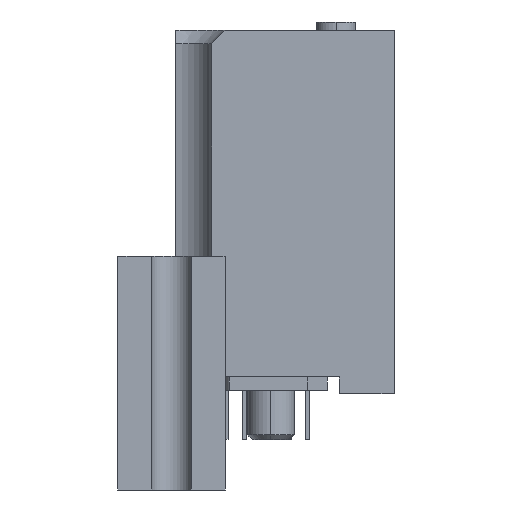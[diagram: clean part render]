
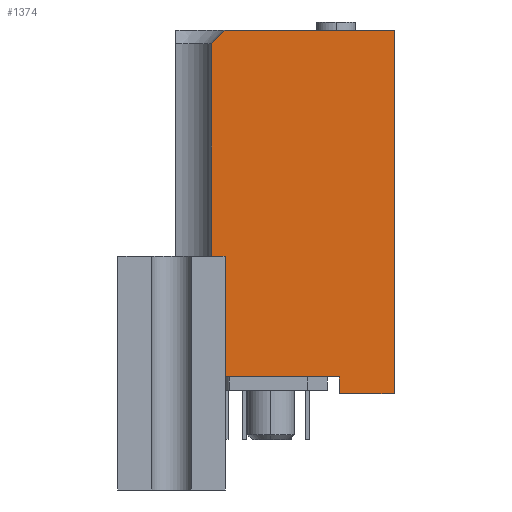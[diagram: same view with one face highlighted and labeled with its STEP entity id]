
A CAD part, left-side view. The second image highlights one B-rep face of the part: STEP entity #1374.
In plain terms, the highlighted planar face has unit normal (-1, 0, 0).
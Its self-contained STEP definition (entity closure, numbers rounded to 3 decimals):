
#1120=CARTESIAN_POINT('',(-37.4,1.155,1.));
#1121=VERTEX_POINT('',#1120);
#1129=CARTESIAN_POINT('',(-37.4,1.155,8.25));
#1130=VERTEX_POINT('',#1129);
#1131=CARTESIAN_POINT('',(-37.4,1.155,8.25));
#1132=DIRECTION('',(0.0,0.0,-1.0));
#1133=VECTOR('',#1132,7.25);
#1134=LINE('',#1131,#1133);
#1135=EDGE_CURVE('',#1130,#1121,#1134,.T.);
#1160=CARTESIAN_POINT('',(-37.4,1.957,8.25));
#1161=VERTEX_POINT('',#1160);
#1178=CARTESIAN_POINT('',(-37.4,1.957,8.25));
#1179=DIRECTION('',(0.0,-1.0,0.0));
#1180=VECTOR('',#1179,0.802);
#1181=LINE('',#1178,#1180);
#1182=EDGE_CURVE('',#1161,#1130,#1181,.T.);
#1307=CARTESIAN_POINT('',(-37.4,-9.63,-7.183));
#1308=DIRECTION('',(1.0,0.0,0.0));
#1309=DIRECTION('',(0.0,1.0,0.0));
#1310=AXIS2_PLACEMENT_3D('',#1307,#1308,#1309);
#1311=PLANE('',#1310);
#1312=ORIENTED_EDGE('',*,*,#1135,.T.);
#1313=CARTESIAN_POINT('',(-37.4,-5.72,1.));
#1314=VERTEX_POINT('',#1313);
#1315=CARTESIAN_POINT('',(-37.4,1.155,1.));
#1316=DIRECTION('',(0.0,-1.0,0.0));
#1317=VECTOR('',#1316,6.875);
#1318=LINE('',#1315,#1317);
#1319=EDGE_CURVE('',#1121,#1314,#1318,.T.);
#1320=ORIENTED_EDGE('',*,*,#1319,.T.);
#1321=CARTESIAN_POINT('',(-37.4,-5.72,0.));
#1322=VERTEX_POINT('',#1321);
#1323=CARTESIAN_POINT('',(-37.4,-5.72,0.));
#1324=DIRECTION('',(0.0,0.0,1.0));
#1325=VECTOR('',#1324,1.0);
#1326=LINE('',#1323,#1325);
#1327=EDGE_CURVE('',#1322,#1314,#1326,.T.);
#1328=ORIENTED_EDGE('',*,*,#1327,.F.);
#1329=CARTESIAN_POINT('',(-37.4,-9.02,0.0));
#1330=VERTEX_POINT('',#1329);
#1331=CARTESIAN_POINT('',(-37.4,-9.02,0.0));
#1332=DIRECTION('',(0.0,1.0,0.0));
#1333=VECTOR('',#1332,3.3);
#1334=LINE('',#1331,#1333);
#1335=EDGE_CURVE('',#1330,#1322,#1334,.T.);
#1336=ORIENTED_EDGE('',*,*,#1335,.F.);
#1337=CARTESIAN_POINT('',(-37.4,-9.02,21.85));
#1338=VERTEX_POINT('',#1337);
#1339=CARTESIAN_POINT('',(-37.4,-9.02,21.85));
#1340=DIRECTION('',(0.0,0.0,-1.0));
#1341=VECTOR('',#1340,21.85);
#1342=LINE('',#1339,#1341);
#1343=EDGE_CURVE('',#1338,#1330,#1342,.T.);
#1344=ORIENTED_EDGE('',*,*,#1343,.F.);
#1345=CARTESIAN_POINT('',(-37.4,1.157,21.85));
#1346=VERTEX_POINT('',#1345);
#1347=CARTESIAN_POINT('',(-37.4,1.157,21.85));
#1348=DIRECTION('',(0.,-1.,0.));
#1349=VECTOR('',#1348,10.177);
#1350=LINE('',#1347,#1349);
#1351=EDGE_CURVE('',#1346,#1338,#1350,.T.);
#1352=ORIENTED_EDGE('',*,*,#1351,.F.);
#1353=CARTESIAN_POINT('',(-37.4,1.957,21.05));
#1354=VERTEX_POINT('',#1353);
#1355=CARTESIAN_POINT('',(-37.4,1.157,21.85));
#1356=CARTESIAN_POINT('',(-37.4,1.223,21.784));
#1357=CARTESIAN_POINT('',(-37.4,1.356,21.651));
#1358=CARTESIAN_POINT('',(-37.4,1.557,21.45));
#1359=CARTESIAN_POINT('',(-37.4,1.758,21.249));
#1360=CARTESIAN_POINT('',(-37.4,1.891,21.116));
#1361=CARTESIAN_POINT('',(-37.4,1.957,21.05));
#1362=B_SPLINE_CURVE_WITH_KNOTS('',3,(#1355,#1356,#1357,#1358,#1359,#1360,#1361),.UNSPECIFIED.,.F.,.U.,(4,1,1,1,4),(0.0,0.25,0.5,0.75,1.0),.UNSPECIFIED.);
#1363=EDGE_CURVE('',#1346,#1354,#1362,.T.);
#1364=ORIENTED_EDGE('',*,*,#1363,.T.);
#1365=CARTESIAN_POINT('',(-37.4,1.957,8.25));
#1366=DIRECTION('',(0.,0.,1.));
#1367=VECTOR('',#1366,12.8);
#1368=LINE('',#1365,#1367);
#1369=EDGE_CURVE('',#1161,#1354,#1368,.T.);
#1370=ORIENTED_EDGE('',*,*,#1369,.F.);
#1371=ORIENTED_EDGE('',*,*,#1182,.T.);
#1372=EDGE_LOOP('',(#1312,#1320,#1328,#1336,#1344,#1352,#1364,#1370,#1371));
#1373=FACE_OUTER_BOUND('',#1372,.T.);
#1374=ADVANCED_FACE('',(#1373),#1311,.F.);
